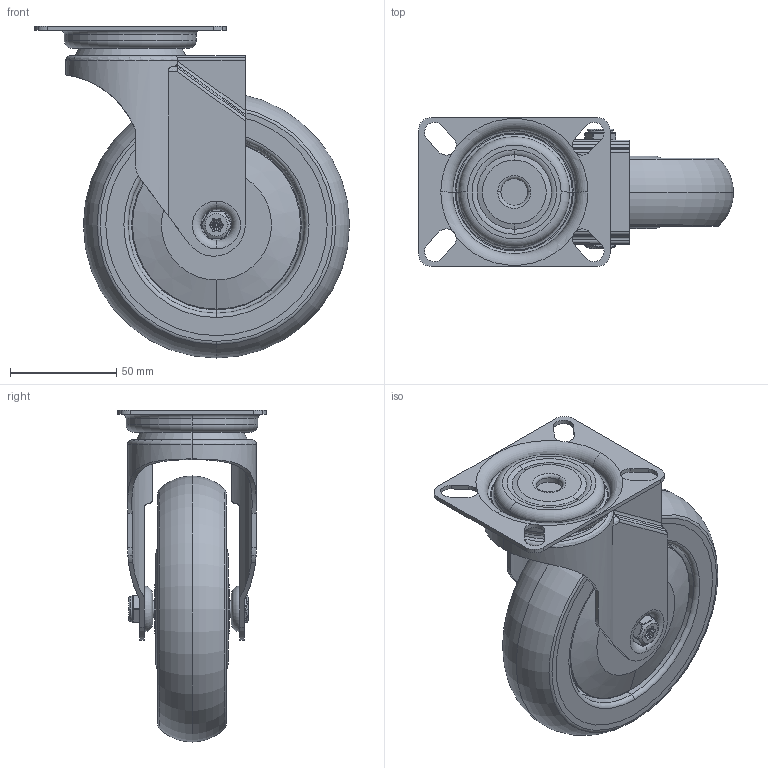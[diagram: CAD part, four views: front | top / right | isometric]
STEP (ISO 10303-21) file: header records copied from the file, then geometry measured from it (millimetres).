
FILE_DESCRIPTION(('STEP AP203'),'1');
FILE_NAME('BZM125VGRBJ.STEP','2023-05-22T07:48:22',(' '),(' '),'Spatial InterOp 3D',' ',' ');
FILE_SCHEMA(('CONFIG_CONTROL_DESIGN'));
Length unit declared in the file: metre
Products named in the file (22): BZM125AS; ZINC PLATED PRESSED STEEL TOP PLATE; ZINC PLATED PRESSED STEEL FORKS; BZM125VGRBJ; BZM125WTPRBJM8; THERMOPLASTIC RUBBER; POLYPROPYLENE RIM; BEARING 6202; METAL; METAL2; Pattern; Component1; MIDDLE; RUBBER; RUBBER2; CAP; BOLTBZM8MM; ZINC PLATED AXLE BOLT; NYLOC NUT; NUT; RUBBER3; NYLOCM8Z
Assembly tree (29 placements, depth 5):
  BZM125VGRBJ
    BZM125AS
      ZINC PLATED PRESSED STEEL TOP PLATE
      ZINC PLATED PRESSED STEEL FORKS
    BZM125WTPRBJM8
      THERMOPLASTIC RUBBER
      POLYPROPYLENE RIM
      BEARING 6202
        METAL
        METAL2
        Pattern
          Component1  x8
        MIDDLE
        RUBBER
        RUBBER2
      CAP  x2
    BOLTBZM8MM
      ZINC PLATED AXLE BOLT
    NYLOCM8Z
      NYLOC NUT
        NUT
        RUBBER3
Bounding box: 148 x 70 x 156 mm (x, y, z)
Volume: 317338 mm3; surface area: 152213.4 mm2
Topology: 22 solids, 22 shells, 881 faces, 2186 edges, 1378 vertices
Faces by surface type: cylinder 288, plane 231, extrusion 140, torus 94, sphere 80, cone 30, bspline 18
Entity records: 34973 total; most frequent: CARTESIAN_POINT 13936, DIRECTION 4127, ORIENTED_EDGE 4096, EDGE_CURVE 2048, AXIS2_PLACEMENT_3D 1637, VERTEX_POINT 1328, EDGE_LOOP 978, CIRCLE 900
